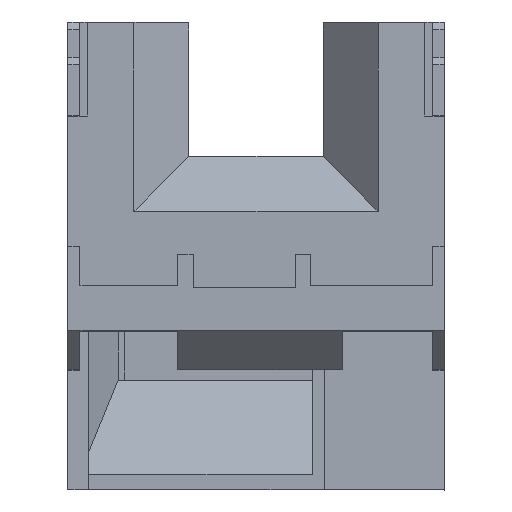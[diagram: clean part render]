
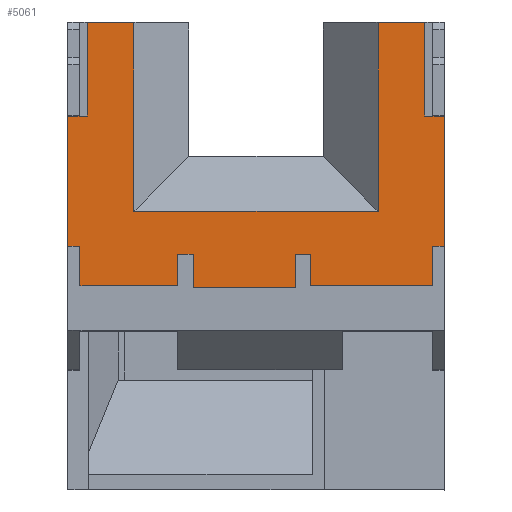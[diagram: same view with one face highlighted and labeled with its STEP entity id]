
A CAD part, top view. The second image highlights one B-rep face of the part: STEP entity #5061.
In plain terms, the highlighted planar face has unit normal (0, 0, 1).
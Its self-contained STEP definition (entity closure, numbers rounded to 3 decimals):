
#381 = VERTEX_POINT('',#382);
#382 = CARTESIAN_POINT('',(228.503,71.375,12.));
#388 = EDGE_CURVE('',#389,#381,#391,.T.);
#389 = VERTEX_POINT('',#390);
#390 = CARTESIAN_POINT('',(228.503,80.565,12.));
#391 = LINE('',#392,#393);
#392 = CARTESIAN_POINT('',(228.503,81.875,12.));
#393 = VECTOR('',#394,1.);
#394 = DIRECTION('',(0.,-1.,0.));
#1009 = VERTEX_POINT('',#1010);
#1010 = CARTESIAN_POINT('',(273.503,71.375,12.));
#1016 = EDGE_CURVE('',#1009,#381,#1017,.T.);
#1017 = LINE('',#1018,#1019);
#1018 = CARTESIAN_POINT('',(239.753,71.375,12.));
#1019 = VECTOR('',#1020,1.);
#1020 = DIRECTION('',(-1.,0.,0.));
#1076 = VERTEX_POINT('',#1077);
#1077 = CARTESIAN_POINT('',(227.003,80.565,12.));
#1086 = EDGE_CURVE('',#389,#1076,#1087,.T.);
#1087 = LINE('',#1088,#1089);
#1088 = CARTESIAN_POINT('',(239.003,80.565,12.));
#1089 = VECTOR('',#1090,1.);
#1090 = DIRECTION('',(-1.,0.,0.));
#1276 = EDGE_CURVE('',#1076,#1277,#1279,.T.);
#1277 = VERTEX_POINT('',#1278);
#1278 = CARTESIAN_POINT('',(227.003,97.26,12.));
#1279 = LINE('',#1280,#1281);
#1280 = CARTESIAN_POINT('',(227.003,92.316,12.));
#1281 = VECTOR('',#1282,1.);
#1282 = DIRECTION('',(0.,1.,0.));
#1732 = VERTEX_POINT('',#1733);
#1733 = CARTESIAN_POINT('',(275.003,97.26,12.));
#1739 = EDGE_CURVE('',#1732,#1740,#1742,.T.);
#1740 = VERTEX_POINT('',#1741);
#1741 = CARTESIAN_POINT('',(275.003,80.565,12.));
#1742 = LINE('',#1743,#1744);
#1743 = CARTESIAN_POINT('',(275.003,92.325,12.));
#1744 = VECTOR('',#1745,1.);
#1745 = DIRECTION('',(0.,-1.,0.));
#1790 = EDGE_CURVE('',#1740,#1791,#1793,.T.);
#1791 = VERTEX_POINT('',#1792);
#1792 = CARTESIAN_POINT('',(273.503,80.565,12.));
#1793 = LINE('',#1794,#1795);
#1794 = CARTESIAN_POINT('',(239.003,80.565,12.));
#1795 = VECTOR('',#1796,1.);
#1796 = DIRECTION('',(-1.,0.,0.));
#1839 = EDGE_CURVE('',#1009,#1791,#1840,.T.);
#1840 = LINE('',#1841,#1842);
#1841 = CARTESIAN_POINT('',(273.503,96.86,12.));
#1842 = VECTOR('',#1843,1.);
#1843 = DIRECTION('',(0.,1.,0.));
#2264 = VERTEX_POINT('',#2265);
#2265 = CARTESIAN_POINT('',(229.503,97.26,
    12.));
#2271 = EDGE_CURVE('',#1277,#2264,#2272,.T.);
#2272 = LINE('',#2273,#2274);
#2273 = CARTESIAN_POINT('',(263.003,97.26,12.));
#2274 = VECTOR('',#2275,1.);
#2275 = DIRECTION('',(1.,-0.,-0.));
#2479 = VERTEX_POINT('',#2480);
#2480 = CARTESIAN_POINT('',(229.503,109.26,
    12.));
#2486 = EDGE_CURVE('',#2487,#2479,#2489,.T.);
#2487 = VERTEX_POINT('',#2488);
#2488 = CARTESIAN_POINT('',(235.453,109.26,
    12.));
#2489 = LINE('',#2490,#2491);
#2490 = CARTESIAN_POINT('',(251.003,109.26,
    12.));
#2491 = VECTOR('',#2492,1.);
#2492 = DIRECTION('',(-1.,0.,0.));
#2524 = EDGE_CURVE('',#2525,#2527,#2529,.T.);
#2525 = VERTEX_POINT('',#2526);
#2526 = CARTESIAN_POINT('',(235.453,108.26,12.));
#2527 = VERTEX_POINT('',#2528);
#2528 = CARTESIAN_POINT('',(235.453,85.16,12.));
#2529 = LINE('',#2530,#2531);
#2530 = CARTESIAN_POINT('',(235.453,109.26,12.));
#2531 = VECTOR('',#2532,1.);
#2532 = DIRECTION('',(0.,-1.,0.));
#2557 = EDGE_CURVE('',#2525,#2487,#2558,.T.);
#2558 = LINE('',#2559,#2560);
#2559 = CARTESIAN_POINT('',(235.453,108.26,12.));
#2560 = VECTOR('',#2561,1.);
#2561 = DIRECTION('',(0.,1.,0.));
#2572 = VERTEX_POINT('',#2573);
#2573 = CARTESIAN_POINT('',(266.553,85.16,12.));
#2581 = EDGE_CURVE('',#2572,#2527,#2582,.T.);
#2582 = LINE('',#2583,#2584);
#2583 = CARTESIAN_POINT('',(259.553,85.16,12.));
#2584 = VECTOR('',#2585,1.);
#2585 = DIRECTION('',(-1.,0.,0.));
#2603 = EDGE_CURVE('',#2572,#2604,#2606,.T.);
#2604 = VERTEX_POINT('',#2605);
#2605 = CARTESIAN_POINT('',(266.553,108.26,12.));
#2606 = LINE('',#2607,#2608);
#2607 = CARTESIAN_POINT('',(266.553,92.16,12.));
#2608 = VECTOR('',#2609,1.);
#2609 = DIRECTION('',(0.,1.,0.));
#2611 = EDGE_CURVE('',#2604,#2612,#2614,.T.);
#2612 = VERTEX_POINT('',#2613);
#2613 = CARTESIAN_POINT('',(266.553,109.26,
    12.));
#2614 = LINE('',#2615,#2616);
#2615 = CARTESIAN_POINT('',(266.553,108.26,12.));
#2616 = VECTOR('',#2617,1.);
#2617 = DIRECTION('',(0.,1.,0.));
#3226 = EDGE_CURVE('',#3227,#1732,#3229,.T.);
#3227 = VERTEX_POINT('',#3228);
#3228 = CARTESIAN_POINT('',(272.503,97.26,
    12.));
#3229 = LINE('',#3230,#3231);
#3230 = CARTESIAN_POINT('',(263.003,97.26,12.));
#3231 = VECTOR('',#3232,1.);
#3232 = DIRECTION('',(1.,-0.,-0.));
#3435 = EDGE_CURVE('',#3436,#2612,#3438,.T.);
#3436 = VERTEX_POINT('',#3437);
#3437 = CARTESIAN_POINT('',(272.503,109.26,
    12.));
#3438 = LINE('',#3439,#3440);
#3439 = CARTESIAN_POINT('',(251.003,109.26,
    12.));
#3440 = VECTOR('',#3441,1.);
#3441 = DIRECTION('',(-1.,0.,0.));
#3798 = EDGE_CURVE('',#3799,#2264,#3801,.T.);
#3799 = VERTEX_POINT('',#3800);
#3800 = CARTESIAN_POINT('',(229.503,97.76,
    12.));
#3801 = LINE('',#3802,#3803);
#3802 = CARTESIAN_POINT('',(229.503,97.76,
    12.));
#3803 = VECTOR('',#3804,1.);
#3804 = DIRECTION('',(0.,-1.,0.));
#3806 = EDGE_CURVE('',#2479,#3799,#3807,.T.);
#3807 = LINE('',#3808,#3809);
#3808 = CARTESIAN_POINT('',(229.503,109.26,
    12.));
#3809 = VECTOR('',#3810,1.);
#3810 = DIRECTION('',(0.,-1.,0.));
#4358 = EDGE_CURVE('',#4359,#3227,#4361,.T.);
#4359 = VERTEX_POINT('',#4360);
#4360 = CARTESIAN_POINT('',(272.503,97.76,
    12.));
#4361 = LINE('',#4362,#4363);
#4362 = CARTESIAN_POINT('',(272.503,97.76,
    12.));
#4363 = VECTOR('',#4364,1.);
#4364 = DIRECTION('',(0.,-1.,0.));
#4370 = EDGE_CURVE('',#3436,#4359,#4371,.T.);
#4371 = LINE('',#4372,#4373);
#4372 = CARTESIAN_POINT('',(272.503,109.26,
    12.));
#4373 = VECTOR('',#4374,1.);
#4374 = DIRECTION('',(0.,-1.,0.));
#5061 = ADVANCED_FACE('',(#5062),#5084,.T.);
#5062 = FACE_BOUND('',#5063,.T.);
#5063 = EDGE_LOOP('',(#5064,#5065,#5066,#5067,#5068,#5069,#5070,#5071,
    #5072,#5073,#5074,#5075,#5076,#5077,#5078,#5079,#5080,#5081,#5082,
    #5083));
#5064 = ORIENTED_EDGE('',*,*,#1739,.F.);
#5065 = ORIENTED_EDGE('',*,*,#3226,.F.);
#5066 = ORIENTED_EDGE('',*,*,#4358,.F.);
#5067 = ORIENTED_EDGE('',*,*,#4370,.F.);
#5068 = ORIENTED_EDGE('',*,*,#3435,.T.);
#5069 = ORIENTED_EDGE('',*,*,#2611,.F.);
#5070 = ORIENTED_EDGE('',*,*,#2603,.F.);
#5071 = ORIENTED_EDGE('',*,*,#2581,.T.);
#5072 = ORIENTED_EDGE('',*,*,#2524,.F.);
#5073 = ORIENTED_EDGE('',*,*,#2557,.T.);
#5074 = ORIENTED_EDGE('',*,*,#2486,.T.);
#5075 = ORIENTED_EDGE('',*,*,#3806,.T.);
#5076 = ORIENTED_EDGE('',*,*,#3798,.T.);
#5077 = ORIENTED_EDGE('',*,*,#2271,.F.);
#5078 = ORIENTED_EDGE('',*,*,#1276,.F.);
#5079 = ORIENTED_EDGE('',*,*,#1086,.F.);
#5080 = ORIENTED_EDGE('',*,*,#388,.T.);
#5081 = ORIENTED_EDGE('',*,*,#1016,.F.);
#5082 = ORIENTED_EDGE('',*,*,#1839,.T.);
#5083 = ORIENTED_EDGE('',*,*,#1790,.F.);
#5084 = PLANE('',#5085);
#5085 = AXIS2_PLACEMENT_3D('',#5086,#5087,#5088);
#5086 = CARTESIAN_POINT('',(251.003,88.273,
    12.));
#5087 = DIRECTION('',(0.,0.,1.));
#5088 = DIRECTION('',(0.,1.,0.));
